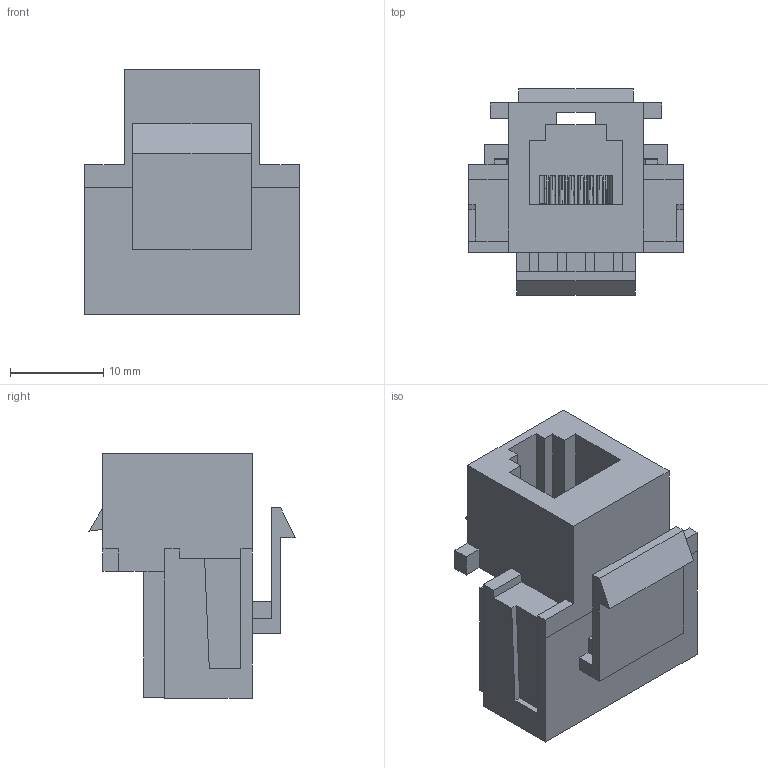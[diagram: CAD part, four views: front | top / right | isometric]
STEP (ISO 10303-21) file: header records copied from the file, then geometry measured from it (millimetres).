
FILE_DESCRIPTION (( 'STEP AP203' ), '1' );
FILE_NAME ('MJSTLC312.STEP', '2013-07-12T20:07:54', ( 'x' ), ( '' ), 'SwSTEP 2.0', 'SolidWorks 2012', '' );
FILE_SCHEMA (( 'CONFIG_CONTROL_DESIGN' ));
Length unit declared in the file: inch
Products named in the file (3): MJSTLC312; EC1107B-4C-MA2; MJSTLC312-MA1
Assembly tree (2 placements, depth 2):
  MJSTLC312
    MJSTLC312-MA1
    EC1107B-4C-MA2
Bounding box: 23 x 22.1 x 26.2 mm (x, y, z)
Volume: 5051.3 mm3; surface area: 5427.6 mm2
Topology: 2 solids, 2 shells, 371 faces, 1077 edges, 704 vertices
Faces by surface type: plane 323, cylinder 48
Entity records: 12338 total; most frequent: CARTESIAN_POINT 2289, ORIENTED_EDGE 2154, DIRECTION 1861, EDGE_CURVE 1077, VECTOR 957, LINE 957, VERTEX_POINT 704, AXIS2_PLACEMENT_3D 452
